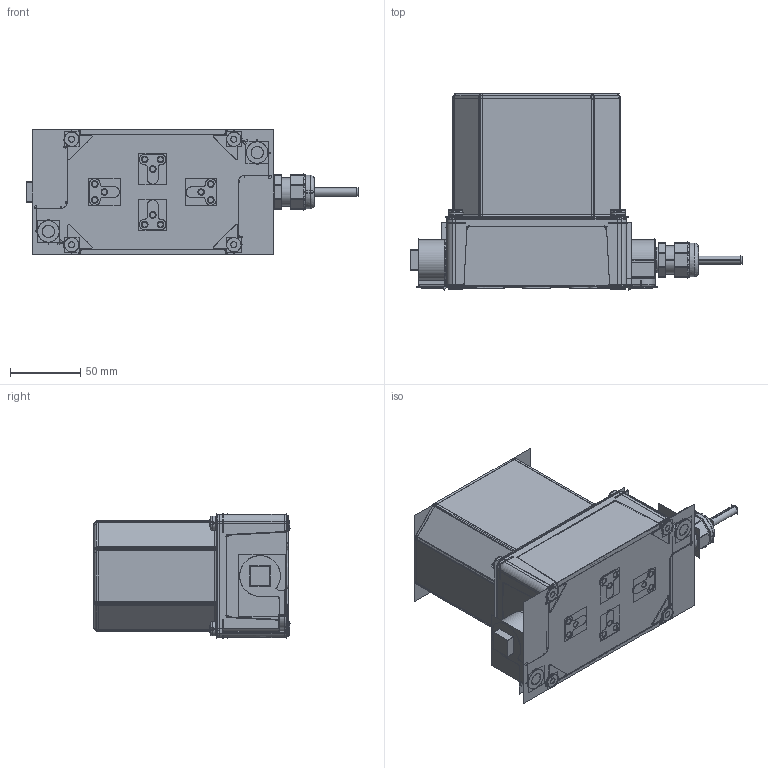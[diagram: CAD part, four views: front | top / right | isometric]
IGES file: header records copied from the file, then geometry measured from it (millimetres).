
Start section:  PTC IGES file: 147031_sm01.igs
Global section: file name: 147031_sm01.igs; native system: Creo Parametric by PTC Inc.; preprocessor: 2022414; author: banengservice; organization: Unknown; date: 20250725.132819; units: millimetre
Bounding box: 235.49 x 139.43 x 89.07 mm (x, y, z)
Volume: 1309737.2 mm3; surface area: 452000.4 mm2
Topology: 2 solids, 2 shells, 1304 faces, 6496 edges, 8237 vertices
Faces by surface type: revolution 820, bspline 484
